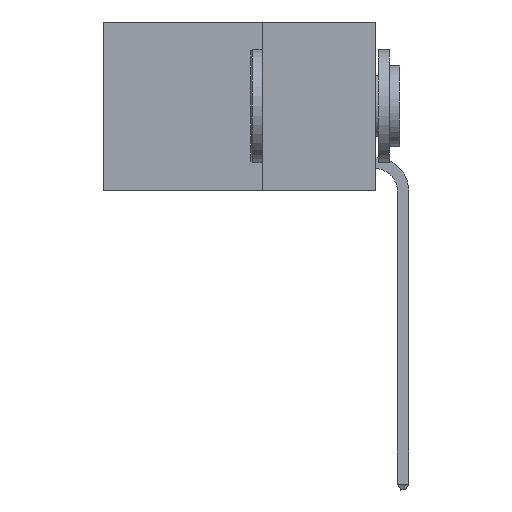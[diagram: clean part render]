
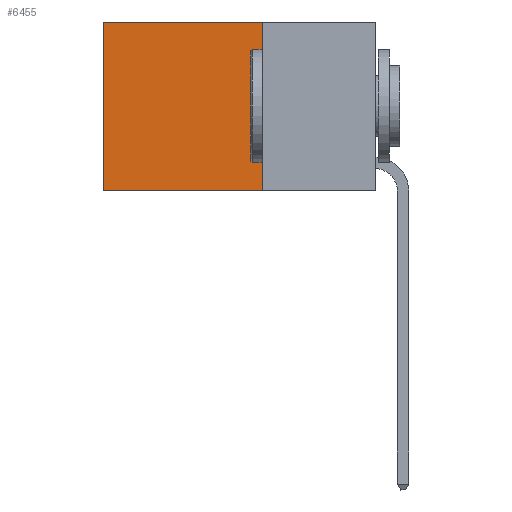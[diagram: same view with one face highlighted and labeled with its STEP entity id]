
A CAD part, left-side view. The second image highlights one B-rep face of the part: STEP entity #6455.
In plain terms, the highlighted planar face has unit normal (-1, 0, 0).
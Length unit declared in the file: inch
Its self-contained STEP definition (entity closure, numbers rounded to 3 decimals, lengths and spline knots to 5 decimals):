
#258 = VERTEX_POINT ( 'NONE', #6869 ) ;
#969 = EDGE_CURVE ( 'NONE', #10761, #8734, #17316, .T. ) ;
#1183 = CARTESIAN_POINT ( 'NONE',  ( 0.2625, 0.25, 0. ) ) ;
#1521 = ORIENTED_EDGE ( 'NONE', *, *, #969, .T. ) ;
#2072 = LINE ( 'NONE', #10421, #7253 ) ;
#2461 = VERTEX_POINT ( 'NONE', #10249 ) ;
#2466 = VECTOR ( 'NONE', #15918, 39.37008 ) ;
#2571 = ORIENTED_EDGE ( 'NONE', *, *, #9558, .F. ) ;
#3015 = FACE_OUTER_BOUND ( 'NONE', #14318, .T. ) ;
#3075 = VECTOR ( 'NONE', #11622, 39.37008 ) ;
#3937 = LINE ( 'NONE', #1183, #7843 ) ;
#6455 = ADVANCED_FACE ( 'NONE', ( #3015 ), #15836, .F. ) ;
#6869 = CARTESIAN_POINT ( 'NONE',  ( 0.2625, 0.25, 0. ) ) ;
#7253 = VECTOR ( 'NONE', #14532, 39.37008 ) ;
#7275 = DIRECTION ( 'NONE',  ( 0., 0., -1. ) ) ;
#7453 = DIRECTION ( 'NONE',  ( 1., 0., 0. ) ) ;
#7843 = VECTOR ( 'NONE', #9807, 39.37008 ) ;
#8046 = EDGE_CURVE ( 'NONE', #258, #10761, #3937, .T. ) ;
#8699 = CARTESIAN_POINT ( 'NONE',  ( 0.2625, 0.6, 0. ) ) ;
#8734 = VERTEX_POINT ( 'NONE', #11859 ) ;
#9558 = EDGE_CURVE ( 'NONE', #258, #2461, #2072, .T. ) ;
#9807 = DIRECTION ( 'NONE',  ( 0., 1., 0. ) ) ;
#10012 = ORIENTED_EDGE ( 'NONE', *, *, #8046, .T. ) ;
#10249 = CARTESIAN_POINT ( 'NONE',  ( 0.2625, 0.25, -0.37 ) ) ;
#10421 = CARTESIAN_POINT ( 'NONE',  ( 0.2625, 0.25, 0. ) ) ;
#10761 = VERTEX_POINT ( 'NONE', #8699 ) ;
#11524 = LINE ( 'NONE', #17123, #2466 ) ;
#11622 = DIRECTION ( 'NONE',  ( 0., 0., -1. ) ) ;
#11859 = CARTESIAN_POINT ( 'NONE',  ( 0.2625, 0.6, -0.37 ) ) ;
#14109 = CARTESIAN_POINT ( 'NONE',  ( 0.2625, 0.6, 0. ) ) ;
#14112 = CARTESIAN_POINT ( 'NONE',  ( 0.2625, 0.25, 0. ) ) ;
#14318 = EDGE_LOOP ( 'NONE', ( #1521, #15779, #2571, #10012 ) ) ;
#14532 = DIRECTION ( 'NONE',  ( 0., 0., -1. ) ) ;
#14776 = EDGE_CURVE ( 'NONE', #2461, #8734, #11524, .T. ) ;
#15779 = ORIENTED_EDGE ( 'NONE', *, *, #14776, .F. ) ;
#15836 = PLANE ( 'NONE',  #16836 ) ;
#15918 = DIRECTION ( 'NONE',  ( 0., 1., 0. ) ) ;
#16836 = AXIS2_PLACEMENT_3D ( 'NONE', #14112, #7453, #7275 ) ;
#17123 = CARTESIAN_POINT ( 'NONE',  ( 0.2625, 0.25, -0.37 ) ) ;
#17316 = LINE ( 'NONE', #14109, #3075 ) ;
